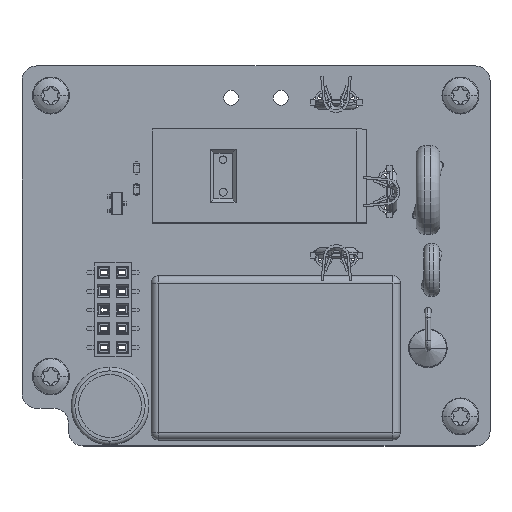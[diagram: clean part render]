
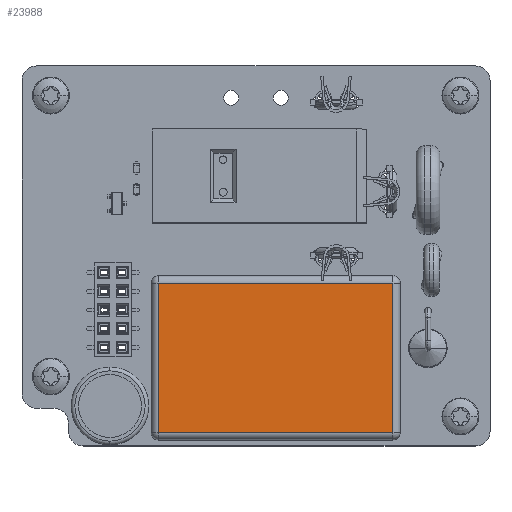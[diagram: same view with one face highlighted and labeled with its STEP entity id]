
A CAD part, top view. The second image highlights one B-rep face of the part: STEP entity #23988.
In plain terms, the highlighted planar face has unit normal (0, 0, 1).
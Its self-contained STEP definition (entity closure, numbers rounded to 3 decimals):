
#23603 = VERTEX_POINT('',#23604);
#23604 = CARTESIAN_POINT('',(15.85,-10.1,15.));
#23670 = VERTEX_POINT('',#23671);
#23671 = CARTESIAN_POINT('',(15.85,10.1,15.));
#23737 = VERTEX_POINT('',#23738);
#23738 = CARTESIAN_POINT('',(-15.85,-10.1,15.));
#23804 = EDGE_CURVE('',#23603,#23737,#23805,.T.);
#23805 = LINE('',#23806,#23807);
#23806 = CARTESIAN_POINT('',(-8.425,-10.1,15.));
#23807 = VECTOR('',#23808,1.);
#23808 = DIRECTION('',(-1.,0.,0.));
#23826 = VERTEX_POINT('',#23827);
#23827 = CARTESIAN_POINT('',(-15.85,10.1,15.));
#23893 = EDGE_CURVE('',#23737,#23826,#23894,.T.);
#23894 = LINE('',#23895,#23896);
#23895 = CARTESIAN_POINT('',(-15.85,5.55,15.));
#23896 = VECTOR('',#23897,1.);
#23897 = DIRECTION('',(0.,1.,0.));
#23915 = EDGE_CURVE('',#23826,#23670,#23916,.T.);
#23916 = LINE('',#23917,#23918);
#23917 = CARTESIAN_POINT('',(8.425,10.1,15.));
#23918 = VECTOR('',#23919,1.);
#23919 = DIRECTION('',(1.,0.,0.));
#23937 = EDGE_CURVE('',#23670,#23603,#23938,.T.);
#23938 = LINE('',#23939,#23940);
#23939 = CARTESIAN_POINT('',(15.85,-5.55,15.));
#23940 = VECTOR('',#23941,1.);
#23941 = DIRECTION('',(0.,-1.,0.));
#23988 = ADVANCED_FACE('',(#23989),#23995,.T.);
#23989 = FACE_BOUND('',#23990,.T.);
#23990 = EDGE_LOOP('',(#23991,#23992,#23993,#23994));
#23991 = ORIENTED_EDGE('',*,*,#23804,.F.);
#23992 = ORIENTED_EDGE('',*,*,#23937,.F.);
#23993 = ORIENTED_EDGE('',*,*,#23915,.F.);
#23994 = ORIENTED_EDGE('',*,*,#23893,.F.);
#23995 = PLANE('',#23996);
#23996 = AXIS2_PLACEMENT_3D('',#23997,#23998,#23999);
#23997 = CARTESIAN_POINT('',(0.,0.,15.));
#23998 = DIRECTION('',(0.,0.,1.));
#23999 = DIRECTION('',(1.,0.,-0.));
